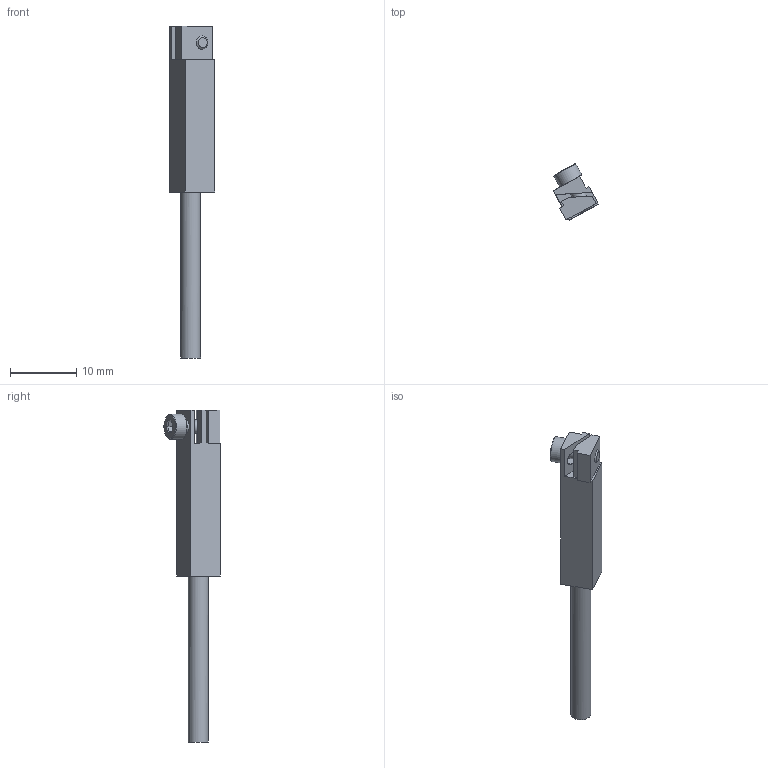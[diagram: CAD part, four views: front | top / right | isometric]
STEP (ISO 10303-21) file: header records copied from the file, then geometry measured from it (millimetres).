
FILE_DESCRIPTION((''),'2;1');
FILE_NAME('MZEK 25 PSK-K-TSSL.stp','2013-08-27T13:30:39',('lck'),(''),'Autodesk Inventor 2013','Autodesk Inventor 2013','');
FILE_SCHEMA(('AUTOMOTIVE_DESIGN { 1 0 10303 214 1 1 1 1 }'));
Length unit declared in the file: millimetre
Products named in the file (1): Bauteil1
Bounding box: 6.78 x 8.44 x 50 mm (x, y, z)
Volume: 753.2 mm3; surface area: 916.7 mm2
Topology: 2 solids, 2 shells, 49 faces, 121 edges, 76 vertices
Faces by surface type: plane 40, cylinder 6, cone 3
Full cylindrical faces by diameter (mm): 2 x1, 3 x2, 3.8 x1
Entity records: 1446 total; most frequent: CARTESIAN_POINT 232, DIRECTION 229, ORIENTED_EDGE 220, EDGE_CURVE 110, VECTOR 91, LINE 91, VERTEX_POINT 72, AXIS2_PLACEMENT_3D 69
